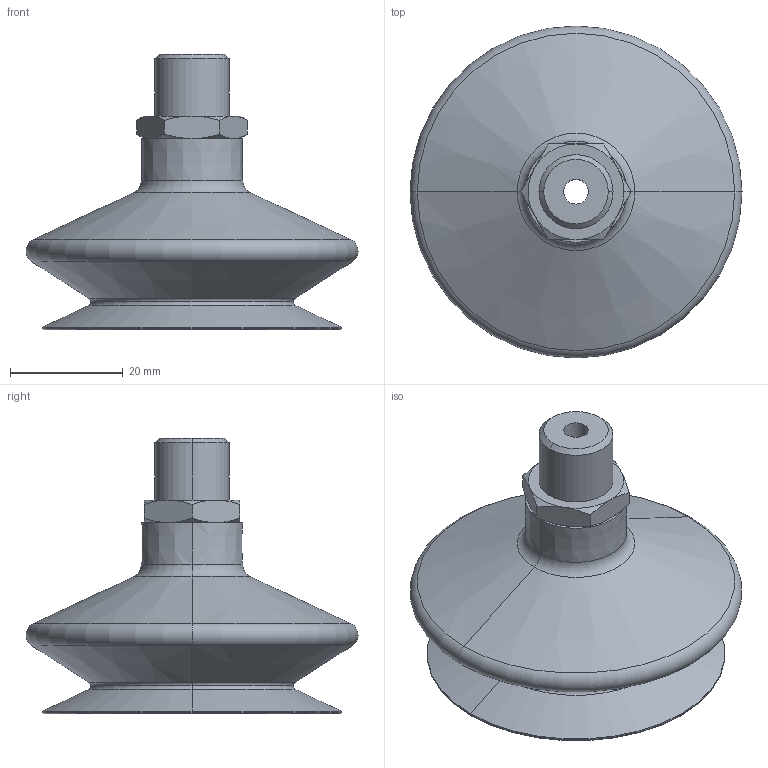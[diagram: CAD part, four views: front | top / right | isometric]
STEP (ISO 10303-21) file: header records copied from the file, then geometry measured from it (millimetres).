
FILE_DESCRIPTION (( 'STEP AP203' ), '1' );
FILE_NAME ('10.01.06.00093.step', '2021-04-14T12:45:27', ( '' ), ( '' ), 'SwSTEP 2.0', 'SolidWorks 2021', '' );
FILE_SCHEMA (( 'CONFIG_CONTROL_DESIGN' ));
Length unit declared in the file: millimetre
Products named in the file (1): 10.01.06.00093
Bounding box: 59 x 59 x 49 mm (x, y, z)
Volume: 20127.9 mm3; surface area: 15306.1 mm2
Topology: 1 solids, 1 shells, 79 faces, 162 edges, 90 vertices
Faces by surface type: cone 32, torus 22, plane 13, cylinder 12
Entity records: 2121 total; most frequent: DIRECTION 398, CARTESIAN_POINT 380, ORIENTED_EDGE 324, AXIS2_PLACEMENT_3D 180, EDGE_CURVE 162, CIRCLE 100, VERTEX_POINT 90, EDGE_LOOP 86
